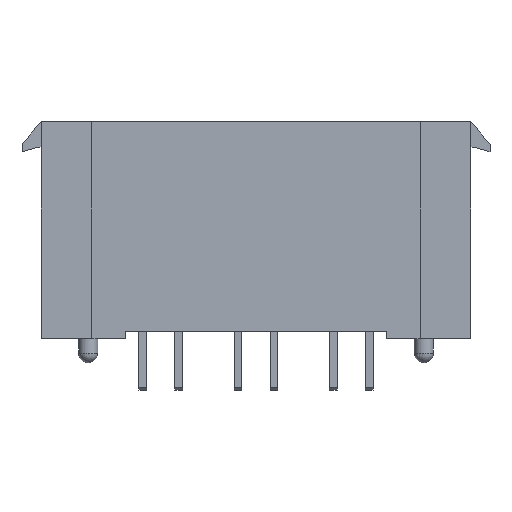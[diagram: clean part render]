
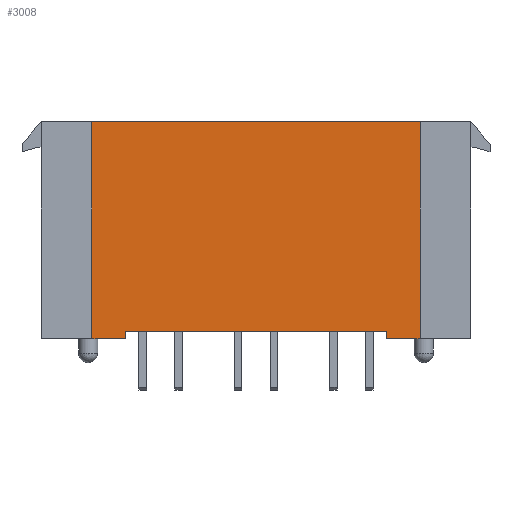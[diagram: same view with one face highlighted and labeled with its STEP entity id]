
A CAD part, front view. The second image highlights one B-rep face of the part: STEP entity #3008.
In plain terms, the highlighted face is planar.
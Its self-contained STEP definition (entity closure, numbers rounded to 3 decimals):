
#333 = VERTEX_POINT ( 'NONE', #10419 ) ;
#369 = VECTOR ( 'NONE', #8611, 1000. ) ;
#805 = LINE ( 'NONE', #2985, #11580 ) ;
#808 = ORIENTED_EDGE ( 'NONE', *, *, #11008, .T. ) ;
#949 = LINE ( 'NONE', #4885, #4463 ) ;
#1117 = VECTOR ( 'NONE', #1795, 1000. ) ;
#1158 = EDGE_CURVE ( 'NONE', #7867, #5412, #6726, .T. ) ;
#1290 = LINE ( 'NONE', #5917, #1434 ) ;
#1399 = EDGE_LOOP ( 'NONE', ( #10825, #6988, #10327, #808, #3273, #1782, #5286, #10650 ) ) ;
#1434 = VECTOR ( 'NONE', #11430, 1000. ) ;
#1475 = CARTESIAN_POINT ( 'NONE',  ( 8.61, 12.45, 0. ) ) ;
#1551 = DIRECTION ( 'NONE',  ( 1., 0., 0. ) ) ;
#1578 = VERTEX_POINT ( 'NONE', #7016 ) ;
#1597 = VECTOR ( 'NONE', #1551, 1000. ) ;
#1782 = ORIENTED_EDGE ( 'NONE', *, *, #11262, .F. ) ;
#1795 = DIRECTION ( 'NONE',  ( 0., 0., 1. ) ) ;
#1928 = EDGE_CURVE ( 'NONE', #333, #5944, #949, .T. ) ;
#1969 = VECTOR ( 'NONE', #8190, 1000. ) ;
#2135 = VERTEX_POINT ( 'NONE', #6996 ) ;
#2221 = VECTOR ( 'NONE', #5265, 1000. ) ;
#2858 = CARTESIAN_POINT ( 'NONE',  ( -6.83, 12.45, 11.38 ) ) ;
#2934 = CARTESIAN_POINT ( 'NONE',  ( 8.61, 12.45, 0. ) ) ;
#2985 = CARTESIAN_POINT ( 'NONE',  ( 8.61, 12.45, 11.38 ) ) ;
#3008 = ADVANCED_FACE ( 'NONE', ( #5909 ), #10609, .F. ) ;
#3038 = CARTESIAN_POINT ( 'NONE',  ( 6.83, 12.45, 11.38 ) ) ;
#3273 = ORIENTED_EDGE ( 'NONE', *, *, #8322, .F. ) ;
#3977 = LINE ( 'NONE', #6929, #1597 ) ;
#4027 = DIRECTION ( 'NONE',  ( 0., 0., -1. ) ) ;
#4463 = VECTOR ( 'NONE', #4027, 1000. ) ;
#4885 = CARTESIAN_POINT ( 'NONE',  ( 8.61, 12.45, 11.38 ) ) ;
#5265 = DIRECTION ( 'NONE',  ( 0., 0., -1. ) ) ;
#5286 = ORIENTED_EDGE ( 'NONE', *, *, #1158, .T. ) ;
#5412 = VERTEX_POINT ( 'NONE', #7666 ) ;
#5909 = FACE_OUTER_BOUND ( 'NONE', #1399, .T. ) ;
#5917 = CARTESIAN_POINT ( 'NONE',  ( -8.61, 12.45, 11.38 ) ) ;
#5944 = VERTEX_POINT ( 'NONE', #2934 ) ;
#6103 = DIRECTION ( 'NONE',  ( 0., 0., -1. ) ) ;
#6223 = CARTESIAN_POINT ( 'NONE',  ( -8.61, 12.45, 11.38 ) ) ;
#6330 = EDGE_CURVE ( 'NONE', #1578, #9873, #6465, .T. ) ;
#6465 = LINE ( 'NONE', #11555, #1117 ) ;
#6726 = LINE ( 'NONE', #8749, #2221 ) ;
#6765 = LINE ( 'NONE', #10765, #1969 ) ;
#6929 = CARTESIAN_POINT ( 'NONE',  ( -6.83, 12.45, 11. ) ) ;
#6988 = ORIENTED_EDGE ( 'NONE', *, *, #8570, .F. ) ;
#6996 = CARTESIAN_POINT ( 'NONE',  ( -8.61, 12.45, 0. ) ) ;
#7016 = CARTESIAN_POINT ( 'NONE',  ( 6.83, 12.45, 11. ) ) ;
#7564 = EDGE_CURVE ( 'NONE', #5412, #1578, #3977, .T. ) ;
#7666 = CARTESIAN_POINT ( 'NONE',  ( -6.83, 12.45, 11. ) ) ;
#7867 = VERTEX_POINT ( 'NONE', #2858 ) ;
#8190 = DIRECTION ( 'NONE',  ( -1., 0., 0. ) ) ;
#8322 = EDGE_CURVE ( 'NONE', #10187, #2135, #1290, .T. ) ;
#8369 = LINE ( 'NONE', #1475, #369 ) ;
#8570 = EDGE_CURVE ( 'NONE', #333, #9873, #6765, .T. ) ;
#8611 = DIRECTION ( 'NONE',  ( -1., 0., 0. ) ) ;
#8749 = CARTESIAN_POINT ( 'NONE',  ( -6.83, 12.45, 11.38 ) ) ;
#8832 = DIRECTION ( 'NONE',  ( 0., -1., 0. ) ) ;
#9873 = VERTEX_POINT ( 'NONE', #3038 ) ;
#10087 = DIRECTION ( 'NONE',  ( -1., 0., 0. ) ) ;
#10187 = VERTEX_POINT ( 'NONE', #6223 ) ;
#10327 = ORIENTED_EDGE ( 'NONE', *, *, #1928, .T. ) ;
#10419 = CARTESIAN_POINT ( 'NONE',  ( 8.61, 12.45, 11.38 ) ) ;
#10609 = PLANE ( 'NONE',  #11079 ) ;
#10650 = ORIENTED_EDGE ( 'NONE', *, *, #7564, .T. ) ;
#10765 = CARTESIAN_POINT ( 'NONE',  ( 8.61, 12.45, 11.38 ) ) ;
#10825 = ORIENTED_EDGE ( 'NONE', *, *, #6330, .T. ) ;
#11008 = EDGE_CURVE ( 'NONE', #5944, #2135, #8369, .T. ) ;
#11079 = AXIS2_PLACEMENT_3D ( 'NONE', #11449, #8832, #6103 ) ;
#11262 = EDGE_CURVE ( 'NONE', #7867, #10187, #805, .T. ) ;
#11430 = DIRECTION ( 'NONE',  ( 0., 0., -1. ) ) ;
#11449 = CARTESIAN_POINT ( 'NONE',  ( 8.61, 12.45, 11.38 ) ) ;
#11555 = CARTESIAN_POINT ( 'NONE',  ( 6.83, 12.45, 11. ) ) ;
#11580 = VECTOR ( 'NONE', #10087, 1000. ) ;
